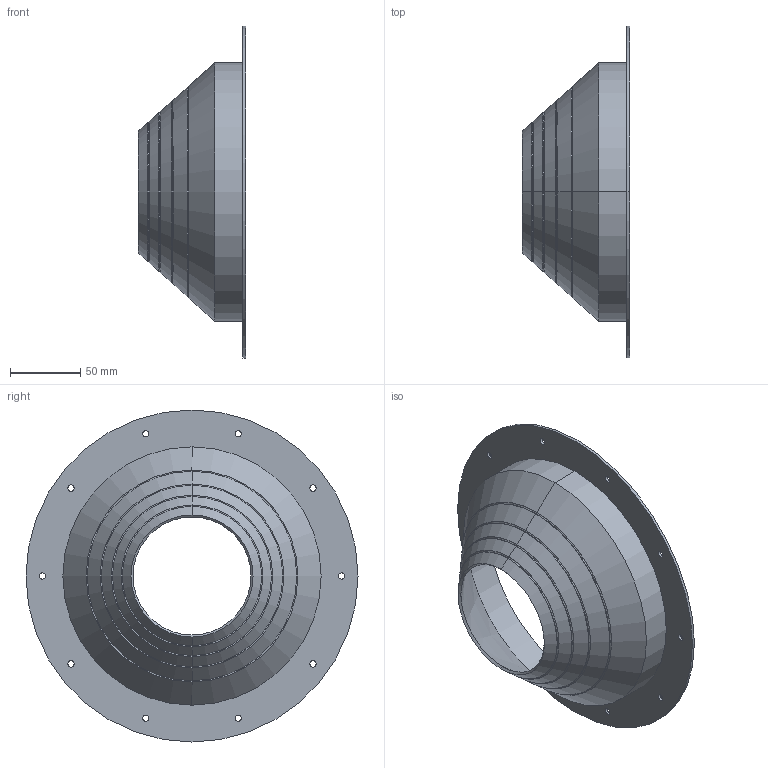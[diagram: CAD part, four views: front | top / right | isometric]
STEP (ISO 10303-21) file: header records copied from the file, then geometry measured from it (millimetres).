
FILE_DESCRIPTION (( 'STEP AP203' ), '1' );
FILE_NAME ('Dummy-PIPEtite-(100-180)-BODY.STEP', '2012-10-03T01:09:03', ( 'user' ), ( '' ), 'SwSTEP 2.0', 'SolidWorks 2012', '' );
FILE_SCHEMA (( 'CONFIG_CONTROL_DESIGN' ));
Length unit declared in the file: millimetre
Products named in the file (1): Dummy-PIPEtite-(100-180)-BODY
Bounding box: 76.33 x 236.5 x 236.5 mm (x, y, z)
Volume: 118935 mm3; surface area: 123395.6 mm2
Topology: 1 solids, 1 shells, 60 faces, 140 edges, 82 vertices
Faces by surface type: cylinder 28, torus 16, cone 14, plane 2
Entity records: 1851 total; most frequent: DIRECTION 360, CARTESIAN_POINT 283, ORIENTED_EDGE 280, AXIS2_PLACEMENT_3D 159, EDGE_CURVE 140, CIRCLE 98, EDGE_LOOP 82, VERTEX_POINT 82
